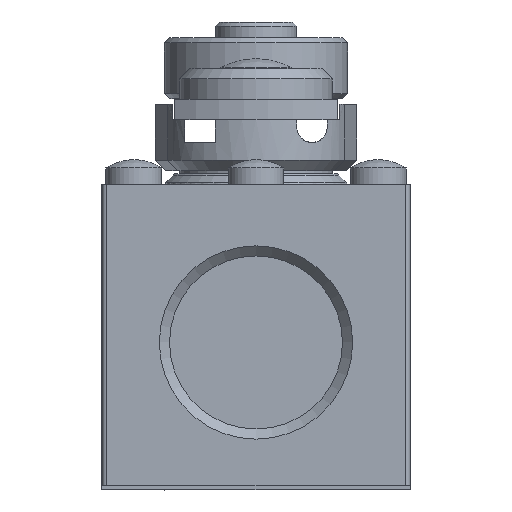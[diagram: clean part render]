
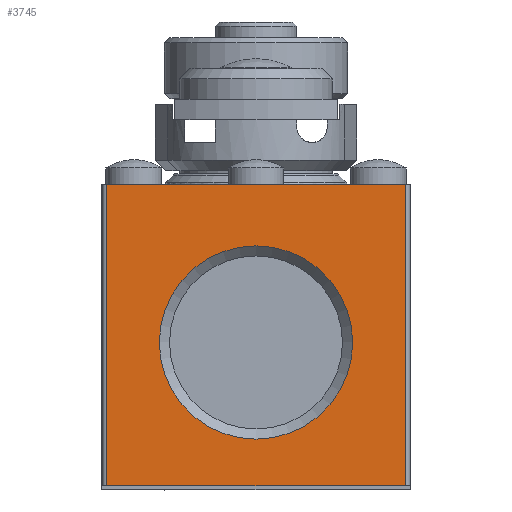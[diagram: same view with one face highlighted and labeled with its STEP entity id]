
A CAD part, front view. The second image highlights one B-rep face of the part: STEP entity #3745.
In plain terms, the highlighted face is planar.
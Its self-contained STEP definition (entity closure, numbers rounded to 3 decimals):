
#389=LINE('',#6144,#747);
#411=LINE('',#6207,#769);
#412=LINE('',#6210,#770);
#413=LINE('',#6213,#771);
#425=LINE('',#6253,#783);
#430=LINE('',#6274,#788);
#747=VECTOR('',#4985,1000.);
#769=VECTOR('',#5039,1000.);
#770=VECTOR('',#5042,1000.);
#771=VECTOR('',#5045,1000.);
#783=VECTOR('',#5083,1000.);
#788=VECTOR('',#5106,1000.);
#1627=ORIENTED_EDGE('',*,*,#2277,.T.);
#1628=ORIENTED_EDGE('',*,*,#2309,.T.);
#1629=ORIENTED_EDGE('',*,*,#2254,.F.);
#1630=ORIENTED_EDGE('',*,*,#2289,.T.);
#1631=ORIENTED_EDGE('',*,*,#2287,.T.);
#1632=ORIENTED_EDGE('',*,*,#2285,.T.);
#1633=ORIENTED_EDGE('',*,*,#2319,.F.);
#2254=EDGE_CURVE('',#2663,#2660,#389,.T.);
#2277=EDGE_CURVE('',#2684,#2684,#2860,.T.);
#2285=EDGE_CURVE('',#2689,#2688,#411,.T.);
#2287=EDGE_CURVE('',#2690,#2689,#412,.T.);
#2289=EDGE_CURVE('',#2663,#2690,#413,.T.);
#2309=EDGE_CURVE('',#2706,#2660,#425,.T.);
#2319=EDGE_CURVE('',#2706,#2688,#430,.T.);
#2660=VERTEX_POINT('',#6138);
#2663=VERTEX_POINT('',#6143);
#2684=VERTEX_POINT('',#6194);
#2688=VERTEX_POINT('',#6206);
#2689=VERTEX_POINT('',#6208);
#2690=VERTEX_POINT('',#6211);
#2706=VERTEX_POINT('',#6254);
#2860=CIRCLE('',#4122,9.5);
#3110=EDGE_LOOP('',(#1627));
#3111=EDGE_LOOP('',(#1628,#1629,#1630,#1631,#1632,#1633));
#3377=FACE_BOUND('',#3110,.T.);
#3378=FACE_BOUND('',#3111,.T.);
#3544=PLANE('',#4153);
#3745=ADVANCED_FACE('',(#3377,#3378),#3544,.T.);
#4122=AXIS2_PLACEMENT_3D('',#6193,#5022,#5023);
#4153=AXIS2_PLACEMENT_3D('',#6273,#5104,#5105);
#4985=DIRECTION('',(0.,1.,0.));
#5022=DIRECTION('',(0.,0.,1.));
#5023=DIRECTION('',(1.,0.,0.));
#5039=DIRECTION('',(-1.,0.,0.));
#5042=DIRECTION('',(-1.,0.,0.));
#5045=DIRECTION('',(-1.,0.,0.));
#5083=DIRECTION('',(1.,0.,0.));
#5104=DIRECTION('',(0.,0.,-1.));
#5105=DIRECTION('',(0.,-1.,0.));
#5106=DIRECTION('',(0.,-1.,0.));
#6138=CARTESIAN_POINT('',(14.65,-0.4,-54.5));
#6143=CARTESIAN_POINT('',(14.65,-30.,-54.5));
#6144=CARTESIAN_POINT('',(14.65,-30.,-54.5));
#6193=CARTESIAN_POINT('',(0.,-14.5,-54.5));
#6194=CARTESIAN_POINT('',(9.5,-14.5,-54.5));
#6206=CARTESIAN_POINT('',(-14.65,-30.,-54.5));
#6207=CARTESIAN_POINT('',(-12.,-30.,-54.5));
#6208=CARTESIAN_POINT('',(-12.,-30.,-54.5));
#6210=CARTESIAN_POINT('',(12.,-30.,-54.5));
#6211=CARTESIAN_POINT('',(12.,-30.,-54.5));
#6213=CARTESIAN_POINT('',(14.65,-30.,-54.5));
#6253=CARTESIAN_POINT('',(15.15,-0.4,-54.5));
#6254=CARTESIAN_POINT('',(-14.65,-0.4,-54.5));
#6273=CARTESIAN_POINT('',(15.15,0.,-54.5));
#6274=CARTESIAN_POINT('',(-14.65,-0.4,-54.5));
